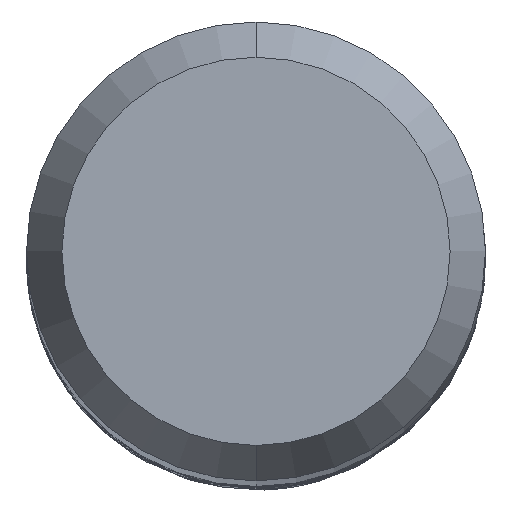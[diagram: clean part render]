
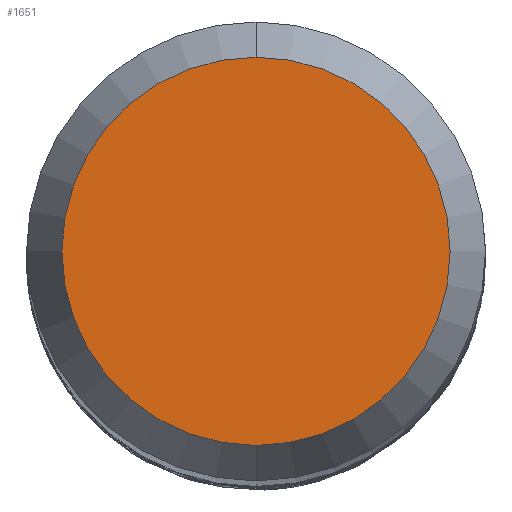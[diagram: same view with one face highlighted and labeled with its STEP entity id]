
A CAD part, top view. The second image highlights one B-rep face of the part: STEP entity #1651.
In plain terms, the highlighted planar face has unit normal (0, 0, 1).
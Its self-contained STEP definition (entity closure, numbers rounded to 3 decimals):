
#889=VERTEX_POINT('',#2151);
#973=VERTEX_POINT('',#2245);
#1441=EDGE_CURVE('',#889,#973,#2754,.T.);
#1651=ADVANCED_FACE('',(#2980),#2981,.T.);
#1681=EDGE_CURVE('',#973,#889,#3014,.T.);
#2151=CARTESIAN_POINT('',(0.,-2.538,0.0));
#2245=CARTESIAN_POINT('',(0.0,2.538,0.0));
#2754=CIRCLE('',#12732,2.538);
#2980=FACE_OUTER_BOUND('',#15083,.T.);
#2981=PLANE('',#15084);
#3014=CIRCLE('',#15493,2.538);
#12732=AXIS2_PLACEMENT_3D('',#18210,#18211,#18212);
#15083=EDGE_LOOP('',(#18404,#18405));
#15084=AXIS2_PLACEMENT_3D('',#18406,#18407,#18408);
#15493=AXIS2_PLACEMENT_3D('',#18445,#18446,#18447);
#18210=CARTESIAN_POINT('',(0.0,0.0,0.0));
#18211=DIRECTION('',(0.0,0.0,-1.0));
#18212=DIRECTION('',(0.0,1.0,0.0));
#18404=ORIENTED_EDGE('',*,*,#1681,.F.);
#18405=ORIENTED_EDGE('',*,*,#1441,.F.);
#18406=CARTESIAN_POINT('',(0.0,1.269,0.0));
#18407=DIRECTION('',(-0.0,0.0,1.0));
#18408=DIRECTION('',(0.0,-1.0,0.0));
#18445=CARTESIAN_POINT('',(0.0,0.0,0.0));
#18446=DIRECTION('',(0.0,0.0,-1.0));
#18447=DIRECTION('',(0.0,1.0,0.0));
